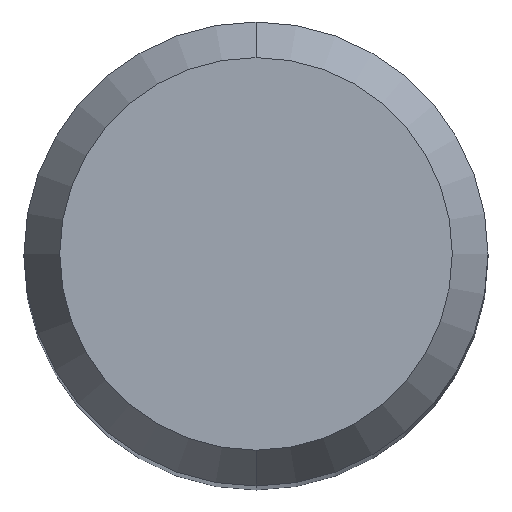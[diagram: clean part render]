
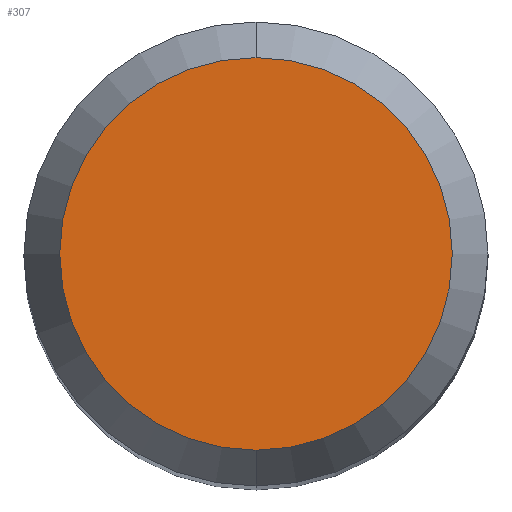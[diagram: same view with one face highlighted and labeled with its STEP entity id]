
A CAD part, top view. The second image highlights one B-rep face of the part: STEP entity #307.
In plain terms, the highlighted planar face has unit normal (0, 0, 1).
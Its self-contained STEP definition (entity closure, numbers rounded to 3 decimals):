
#167=VERTEX_POINT('',#442);
#307=ADVANCED_FACE('',(#594),#595,.T.);
#369=EDGE_CURVE('',#387,#167,#664,.T.);
#371=EDGE_CURVE('',#167,#387,#666,.T.);
#387=VERTEX_POINT('',#685);
#442=CARTESIAN_POINT('',(0.,-2.538,29.186));
#594=FACE_OUTER_BOUND('',#1153,.T.);
#595=PLANE('',#1154);
#664=CIRCLE('',#1273,2.538);
#666=CIRCLE('',#1276,2.538);
#685=CARTESIAN_POINT('',(0.0,2.538,29.186));
#1153=EDGE_LOOP('',(#1483,#1484));
#1154=AXIS2_PLACEMENT_3D('',#1485,#1486,#1487);
#1273=AXIS2_PLACEMENT_3D('',#1573,#1574,#1575);
#1276=AXIS2_PLACEMENT_3D('',#1576,#1577,#1578);
#1483=ORIENTED_EDGE('',*,*,#369,.F.);
#1484=ORIENTED_EDGE('',*,*,#371,.F.);
#1485=CARTESIAN_POINT('',(0.0,1.269,29.186));
#1486=DIRECTION('',(-0.0,0.0,1.0));
#1487=DIRECTION('',(0.0,-1.0,0.0));
#1573=CARTESIAN_POINT('',(0.0,0.0,29.186));
#1574=DIRECTION('',(0.0,0.0,-1.0));
#1575=DIRECTION('',(0.0,1.0,0.0));
#1576=CARTESIAN_POINT('',(0.0,0.0,29.186));
#1577=DIRECTION('',(0.0,0.0,-1.0));
#1578=DIRECTION('',(0.0,1.0,0.0));
